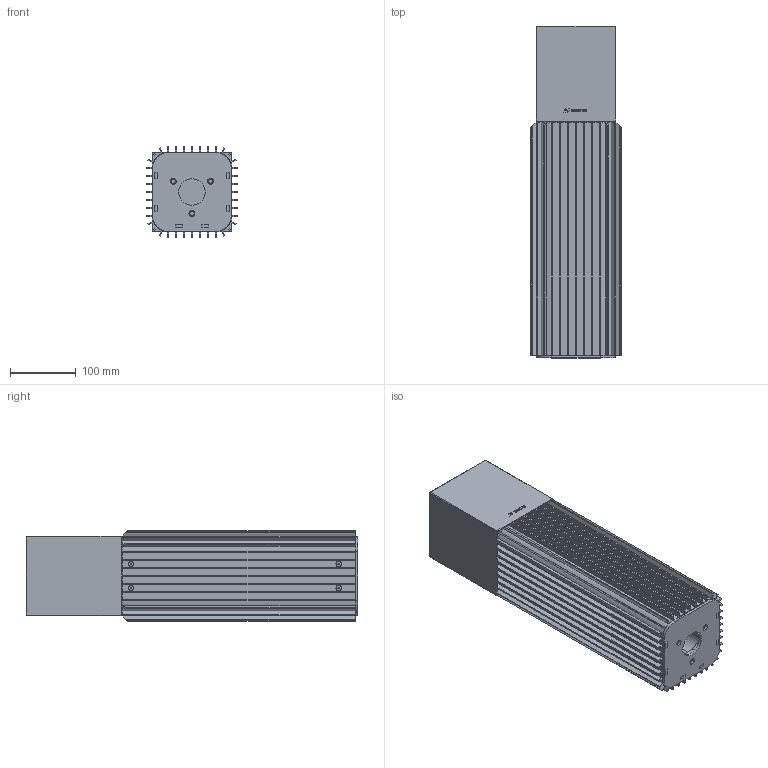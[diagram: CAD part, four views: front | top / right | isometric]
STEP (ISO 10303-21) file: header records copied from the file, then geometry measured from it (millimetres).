
FILE_DESCRIPTION (( 'STEP AP203' ), '1' );
FILE_NAME ('Frigga 50.STEP', '2025-10-22T09:14:52', ( '' ), ( '' ), 'SwSTEP 2.0', 'SolidWorks 2024', '' );
FILE_SCHEMA (( 'CONFIG_CONTROL_DESIGN' ));
Length unit declared in the file: millimetre
Products named in the file (17): M254_850_Bl dolna stopy_rs_M249B2_85 Bl moc_rs; WKR STOZ IMB M4x_rs_x20; M285_Głowa_sr_M285_E27_sr; M254_850_Bl pionowa stopy_rs_M285_pw; Podstawa 205_M285; M254_850_Bl pionowa stopy_rs_M285B2_rs; Część kostka kryształ_w13; WKR STOZ IMB M4x_rs_x16; Profil Arendal nowy_Profil Arendal 500; POD 8,4_rs; NN Z FAZĄ M4_rs_1x; płaskownik; M8_rs; M285A korpus_Arendal M285 A; Taśma klejąca dwustronna_M285; M254_Stopa_rs_M285B2_rs; Frigga 50
Assembly tree (32 placements, depth 3):
  Frigga 50
    Profil Arendal nowy_Profil Arendal 500
      M285A korpus_Arendal M285 A
      płaskownik  x2
    M285_Głowa_sr_M285_E27_sr
      Część kostka kryształ_w13
      Taśma klejąca dwustronna_M285
    M254_Stopa_rs_M285B2_rs
      M254_850_Bl dolna stopy_rs_M249B2_85 Bl moc_rs
      M254_850_Bl pionowa stopy_rs_M285_pw  x2
      NN Z FAZĄ M4_rs_1x  x4
      M254_850_Bl pionowa stopy_rs_M285B2_rs
    WKR STOZ IMB M4x_rs_x20  x4
    WKR STOZ IMB M4x_rs_x16  x4
    Taśma klejąca dwustronna_M285
    Podstawa 205_M285
      POD 8,4_rs  x3
      M8_rs  x3
Bounding box: 137 x 503 x 137 mm (x, y, z)
Volume: 2202193.8 mm3; surface area: 758252.7 mm2
Topology: 28 solids, 28 shells, 931 faces, 2230 edges, 1382 vertices
Faces by surface type: plane 542, cylinder 216, cone 146, torus 24, bspline 3
Entity records: 20206 total; most frequent: CARTESIAN_POINT 3273, DIRECTION 3072, ORIENTED_EDGE 3020, EDGE_CURVE 1510, LINE 1146, VECTOR 1146, AXIS2_PLACEMENT_3D 963, VERTEX_POINT 956
